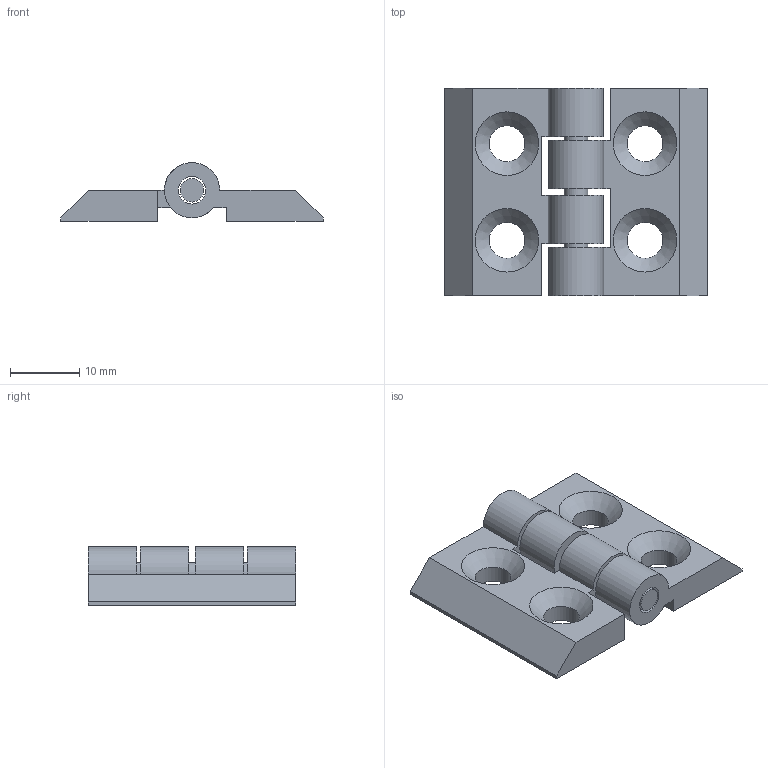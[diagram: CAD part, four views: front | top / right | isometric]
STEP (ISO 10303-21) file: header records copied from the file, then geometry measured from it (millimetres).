
FILE_DESCRIPTION(/* description */ (''),/* implementation_level */ '2;1');
FILE_NAME(/* name */ '30x38 2020 HINGE v2.step',/* time_stamp */ '2021-11-30T10:44:58+08:00',/* author */ (''),/* organization */ (''),/* preprocessor_version */ 'ST-DEVELOPER v18.1',/* originating_system */ 'Autodesk Translation Framework v10.10.0.1391',/* authorisation */ '');
FILE_SCHEMA (('AUTOMOTIVE_DESIGN { 1 0 10303 214 3 1 1 }'));
Length unit declared in the file: millimetre
Products named in the file (4): 202 HINGE; Component2; Component3; Component4
Assembly tree (3 placements, depth 2):
  202 HINGE
    Component2
    Component3
    Component4
Bounding box: 38 x 30 x 8.5 mm (x, y, z)
Volume: 4170.8 mm3; surface area: 4029.4 mm2
Topology: 3 solids, 3 shells, 365 faces, 1010 edges, 672 vertices
Faces by surface type: bspline 201, plane 147, cylinder 13, cone 4
Full cylindrical faces by diameter (mm): 3.4 x1, 4 x4, 5.2 x4
Entity records: 13581 total; most frequent: CARTESIAN_POINT 5471, ORIENTED_EDGE 2020, EDGE_CURVE 1010, DIRECTION 980, VERTEX_POINT 672, LINE 578, VECTOR 578, B_SPLINE_CURVE_WITH_KNOTS 402
